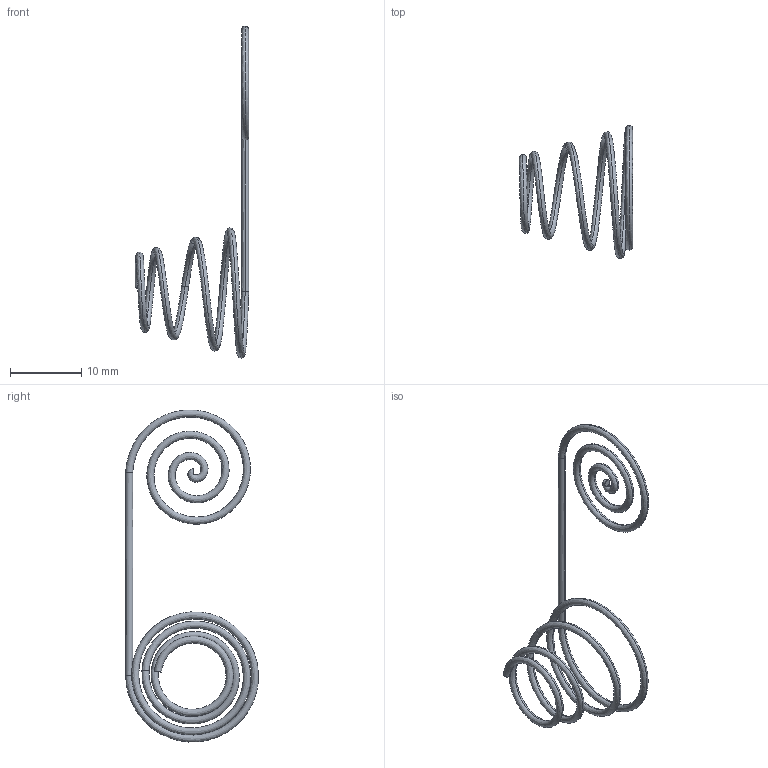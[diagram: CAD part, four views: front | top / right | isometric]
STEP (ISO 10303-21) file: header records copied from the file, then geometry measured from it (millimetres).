
FILE_DESCRIPTION(('produced by SPATIAL CORP'),'2;1');
FILE_NAME( 'back_batt_springl.prt.hh.sat.stp','2002-04-19T14:11:08+00:00',('SPATIAL CORP'),('SPATIAL CORP' ),'ACIS STEP Husk','http://www.spatial.com','SPATIAL CORP');
FILE_SCHEMA(('CONFIG_CONTROL_DESIGN'));
Length unit declared in the file: millimetre
Products named in the file (1): PRODUCT_ID_1
Bounding box: 15.93 x 18.64 x 46.59 mm (x, y, z)
Volume: 222.9 mm3; surface area: 898 mm2
Topology: 1 solids, 1 shells, 12 faces, 26 edges, 16 vertices
Faces by surface type: bspline 8, plane 4
Entity records: 16118 total; most frequent: CARTESIAN_POINT 15857, ORIENTED_EDGE 52, EDGE_CURVE 26, VERTEX_POINT 16, EDGE_LOOP 12, FACE_BOUND 12, ADVANCED_FACE 12, DIRECTION 11
